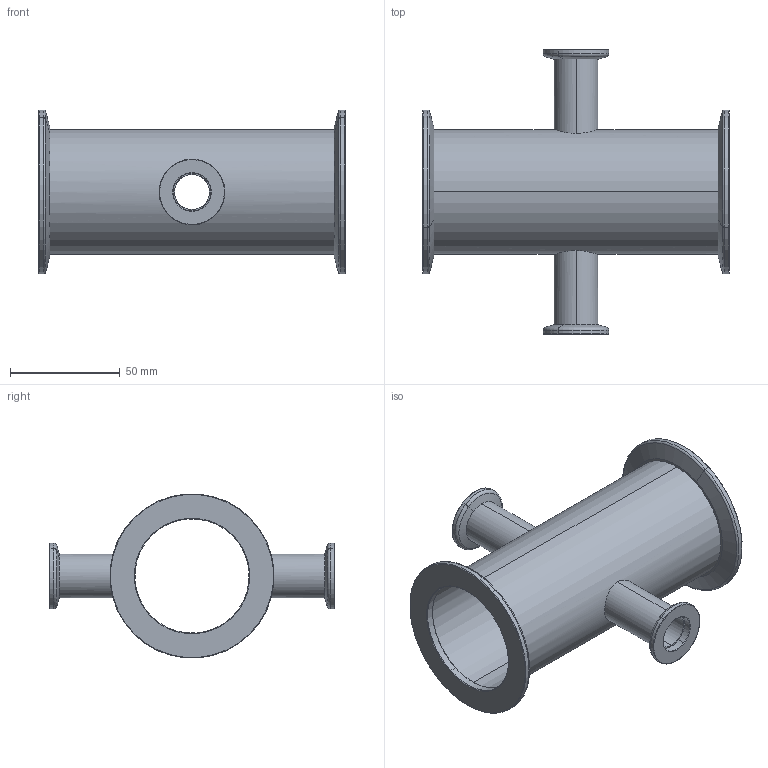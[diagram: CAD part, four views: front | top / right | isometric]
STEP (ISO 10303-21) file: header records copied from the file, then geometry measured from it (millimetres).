
FILE_DESCRIPTION (( 'STEP AP214' ), '1' );
FILE_NAME ('Hositrad_KX4R-50-16-57.STEP', '2017-06-08T07:34:26', ( 'Gebruiker' ), ( '' ), 'SwSTEP 2.0', 'SolidWorks 2017', '' );
FILE_SCHEMA (( 'AUTOMOTIVE_DESIGN' ));
Length unit declared in the file: millimetre
Products named in the file (4): KX4-Tube-All_KTR50-16-57; KF16-19WS_KF16-20; Hositrad_KX4R-50-16-57; KF50WS_KF50-57
Assembly tree (5 placements, depth 2):
  Hositrad_KX4R-50-16-57
    KX4-Tube-All_KTR50-16-57
    KF16-19WS_KF16-20  x2
    KF50WS_KF50-57  x2
Bounding box: 140 x 130 x 74.76 mm (x, y, z)
Volume: 74277 mm3; surface area: 68683.5 mm2
Topology: 5 solids, 5 shells, 82 faces, 168 edges, 100 vertices
Faces by surface type: cylinder 36, cone 20, plane 14, torus 12
Entity records: 1854 total; most frequent: CARTESIAN_POINT 589, DIRECTION 268, ORIENTED_EDGE 204, AXIS2_PLACEMENT_3D 117, EDGE_CURVE 102, VERTEX_POINT 62, EDGE_LOOP 62, CIRCLE 60
